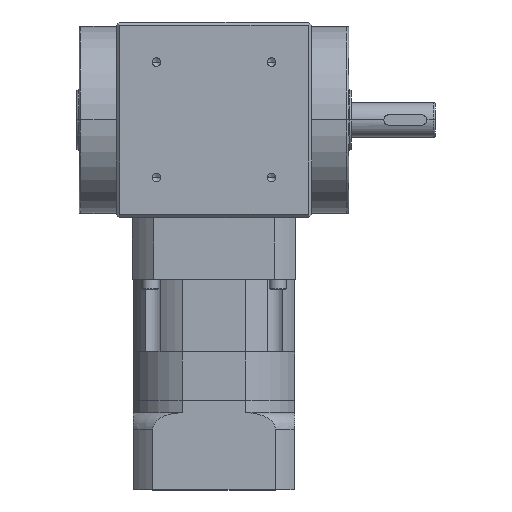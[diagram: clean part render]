
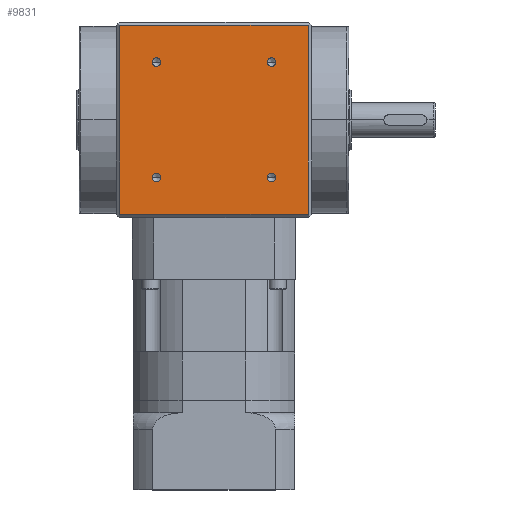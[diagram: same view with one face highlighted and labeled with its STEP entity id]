
A CAD part, top view. The second image highlights one B-rep face of the part: STEP entity #9831.
In plain terms, the highlighted planar face has unit normal (0, 0, 1).
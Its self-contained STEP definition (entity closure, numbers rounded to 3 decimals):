
#318 = CARTESIAN_POINT ( 'NONE',  ( 33.588, 226.688, 57. ) ) ;
#347 = CARTESIAN_POINT ( 'NONE',  ( 33.588, 157.012, 57. ) ) ;
#648 = FACE_BOUND ( 'NONE', #11418, .T. ) ;
#1179 = CARTESIAN_POINT ( 'NONE',  ( -54.844, 138.1, 57. ) ) ;
#1347 = CARTESIAN_POINT ( 'NONE',  ( -60., 250.1, 57. ) ) ;
#1422 = EDGE_CURVE ( 'NONE', #14262, #9906, #4366, .T. ) ;
#1621 = FACE_BOUND ( 'NONE', #19882, .T. ) ;
#1902 = DIRECTION ( 'NONE',  ( 0., -1., 0. ) ) ;
#1924 = EDGE_CURVE ( 'NONE', #5215, #11089, #14047, .T. ) ;
#1942 = EDGE_CURVE ( 'NONE', #5943, #11138, #17776, .T. ) ;
#2298 = CIRCLE ( 'NONE', #6282, 2.5 ) ;
#2445 = LINE ( 'NONE', #19397, #7197 ) ;
#2453 = VERTEX_POINT ( 'NONE', #14661 ) ;
#2685 = VERTEX_POINT ( 'NONE', #6804 ) ;
#2786 = EDGE_LOOP ( 'NONE', ( #13130, #16463 ) ) ;
#2960 = DIRECTION ( 'NONE',  ( 0., 1., 0. ) ) ;
#3007 = EDGE_CURVE ( 'NONE', #2453, #11253, #3986, .T. ) ;
#3111 = CARTESIAN_POINT ( 'NONE',  ( 33.588, 229.188, 57. ) ) ;
#3207 = EDGE_CURVE ( 'NONE', #11089, #5215, #17650, .T. ) ;
#3513 = CARTESIAN_POINT ( 'NONE',  ( -33.588, 226.688, 57. ) ) ;
#3677 = EDGE_CURVE ( 'NONE', #18629, #5679, #2445, .T. ) ;
#3847 = DIRECTION ( 'NONE',  ( 0., 1., 0. ) ) ;
#3984 = CARTESIAN_POINT ( 'NONE',  ( -33.588, 157.012, 57. ) ) ;
#3986 = CIRCLE ( 'NONE', #10111, 2.5 ) ;
#4366 = CIRCLE ( 'NONE', #4716, 2.5 ) ;
#4472 = CARTESIAN_POINT ( 'NONE',  ( 33.588, 159.512, 57. ) ) ;
#4581 = CARTESIAN_POINT ( 'NONE',  ( -60., 138.1, 57. ) ) ;
#4716 = AXIS2_PLACEMENT_3D ( 'NONE', #3513, #14666, #5112 ) ;
#5112 = DIRECTION ( 'NONE',  ( 0., -1., 0. ) ) ;
#5215 = VERTEX_POINT ( 'NONE', #3984 ) ;
#5253 = EDGE_CURVE ( 'NONE', #5679, #5943, #16412, .T. ) ;
#5345 = EDGE_CURVE ( 'NONE', #9906, #14262, #11142, .T. ) ;
#5445 = EDGE_LOOP ( 'NONE', ( #14608, #9032 ) ) ;
#5679 = VERTEX_POINT ( 'NONE', #13482 ) ;
#5943 = VERTEX_POINT ( 'NONE', #12701 ) ;
#5962 = DIRECTION ( 'NONE',  ( 0., 0., 1. ) ) ;
#6065 = DIRECTION ( 'NONE',  ( 0., -1., 0. ) ) ;
#6282 = AXIS2_PLACEMENT_3D ( 'NONE', #318, #11438, #1902 ) ;
#6318 = DIRECTION ( 'NONE',  ( 0., 0., 1. ) ) ;
#6782 = LINE ( 'NONE', #13382, #11997 ) ;
#6804 = CARTESIAN_POINT ( 'NONE',  ( 33.588, 162.012, 57. ) ) ;
#6873 = DIRECTION ( 'NONE',  ( 0., 0., 1. ) ) ;
#7197 = VECTOR ( 'NONE', #11468, 1000. ) ;
#7461 = CARTESIAN_POINT ( 'NONE',  ( -33.588, 162.012, 57. ) ) ;
#7552 = AXIS2_PLACEMENT_3D ( 'NONE', #1347, #12484, #2960 ) ;
#8009 = DIRECTION ( 'NONE',  ( 0., 0., 1. ) ) ;
#8458 = VECTOR ( 'NONE', #19959, 1000. ) ;
#8527 = AXIS2_PLACEMENT_3D ( 'NONE', #17513, #8009, #19122 ) ;
#8628 = FACE_OUTER_BOUND ( 'NONE', #8651, .T. ) ;
#8651 = EDGE_LOOP ( 'NONE', ( #16268, #11975, #8884, #9597 ) ) ;
#8884 = ORIENTED_EDGE ( 'NONE', *, *, #20215, .F. ) ;
#9032 = ORIENTED_EDGE ( 'NONE', *, *, #5345, .F. ) ;
#9245 = AXIS2_PLACEMENT_3D ( 'NONE', #18910, #9384, #20500 ) ;
#9384 = DIRECTION ( 'NONE',  ( 0., 0., 1. ) ) ;
#9597 = ORIENTED_EDGE ( 'NONE', *, *, #1942, .F. ) ;
#9707 = AXIS2_PLACEMENT_3D ( 'NONE', #16409, #6873, #17984 ) ;
#9831 = ADVANCED_FACE ( 'NONE', ( #16575, #648, #1621, #12326, #8628 ), #15612, .F. ) ;
#9906 = VERTEX_POINT ( 'NONE', #15749 ) ;
#10111 = AXIS2_PLACEMENT_3D ( 'NONE', #15841, #6318, #17436 ) ;
#11089 = VERTEX_POINT ( 'NONE', #7461 ) ;
#11138 = VERTEX_POINT ( 'NONE', #1179 ) ;
#11142 = CIRCLE ( 'NONE', #8527, 2.5 ) ;
#11253 = VERTEX_POINT ( 'NONE', #3111 ) ;
#11418 = EDGE_LOOP ( 'NONE', ( #18712, #15073 ) ) ;
#11438 = DIRECTION ( 'NONE',  ( 0., 0., 1. ) ) ;
#11468 = DIRECTION ( 'NONE',  ( 1., 0., 0. ) ) ;
#11924 = AXIS2_PLACEMENT_3D ( 'NONE', #15491, #5962, #17103 ) ;
#11975 = ORIENTED_EDGE ( 'NONE', *, *, #3677, .F. ) ;
#11997 = VECTOR ( 'NONE', #3847, 1000. ) ;
#12048 = CARTESIAN_POINT ( 'NONE',  ( 54.844, 0., 57. ) ) ;
#12168 = EDGE_CURVE ( 'NONE', #2685, #19579, #12247, .T. ) ;
#12247 = CIRCLE ( 'NONE', #11924, 2.5 ) ;
#12326 = FACE_BOUND ( 'NONE', #2786, .T. ) ;
#12484 = DIRECTION ( 'NONE',  ( 0., 0., -1. ) ) ;
#12701 = CARTESIAN_POINT ( 'NONE',  ( 54.844, 138.1, 57. ) ) ;
#13091 = AXIS2_PLACEMENT_3D ( 'NONE', #4472, #15602, #6065 ) ;
#13130 = ORIENTED_EDGE ( 'NONE', *, *, #1924, .F. ) ;
#13382 = CARTESIAN_POINT ( 'NONE',  ( -54.844, 0., 57. ) ) ;
#13482 = CARTESIAN_POINT ( 'NONE',  ( 54.844, 248.1, 57. ) ) ;
#13554 = VECTOR ( 'NONE', #17317, 1000. ) ;
#14047 = CIRCLE ( 'NONE', #9245, 2.5 ) ;
#14262 = VERTEX_POINT ( 'NONE', #20312 ) ;
#14608 = ORIENTED_EDGE ( 'NONE', *, *, #1422, .F. ) ;
#14661 = CARTESIAN_POINT ( 'NONE',  ( 33.588, 224.188, 57. ) ) ;
#14666 = DIRECTION ( 'NONE',  ( 0., 0., 1. ) ) ;
#15073 = ORIENTED_EDGE ( 'NONE', *, *, #20103, .F. ) ;
#15491 = CARTESIAN_POINT ( 'NONE',  ( 33.588, 159.512, 57. ) ) ;
#15602 = DIRECTION ( 'NONE',  ( 0., 0., 1. ) ) ;
#15612 = PLANE ( 'NONE',  #7552 ) ;
#15749 = CARTESIAN_POINT ( 'NONE',  ( -33.588, 229.188, 57. ) ) ;
#15841 = CARTESIAN_POINT ( 'NONE',  ( 33.588, 226.688, 57. ) ) ;
#16162 = CARTESIAN_POINT ( 'NONE',  ( -54.844, 248.1, 57. ) ) ;
#16268 = ORIENTED_EDGE ( 'NONE', *, *, #5253, .F. ) ;
#16409 = CARTESIAN_POINT ( 'NONE',  ( -33.588, 159.512, 57. ) ) ;
#16412 = LINE ( 'NONE', #12048, #8458 ) ;
#16463 = ORIENTED_EDGE ( 'NONE', *, *, #3207, .F. ) ;
#16575 = FACE_BOUND ( 'NONE', #5445, .T. ) ;
#17103 = DIRECTION ( 'NONE',  ( 0., -1., 0. ) ) ;
#17317 = DIRECTION ( 'NONE',  ( -1., 0., 0. ) ) ;
#17436 = DIRECTION ( 'NONE',  ( 0., -1., 0. ) ) ;
#17513 = CARTESIAN_POINT ( 'NONE',  ( -33.588, 226.688, 57. ) ) ;
#17650 = CIRCLE ( 'NONE', #9707, 2.5 ) ;
#17776 = LINE ( 'NONE', #4581, #13554 ) ;
#17984 = DIRECTION ( 'NONE',  ( 0., -1., 0. ) ) ;
#18472 = CIRCLE ( 'NONE', #13091, 2.5 ) ;
#18514 = ORIENTED_EDGE ( 'NONE', *, *, #12168, .F. ) ;
#18629 = VERTEX_POINT ( 'NONE', #16162 ) ;
#18712 = ORIENTED_EDGE ( 'NONE', *, *, #3007, .F. ) ;
#18910 = CARTESIAN_POINT ( 'NONE',  ( -33.588, 159.512, 57. ) ) ;
#19122 = DIRECTION ( 'NONE',  ( 0., -1., 0. ) ) ;
#19397 = CARTESIAN_POINT ( 'NONE',  ( -60., 248.1, 57. ) ) ;
#19579 = VERTEX_POINT ( 'NONE', #347 ) ;
#19882 = EDGE_LOOP ( 'NONE', ( #20356, #18514 ) ) ;
#19914 = EDGE_CURVE ( 'NONE', #19579, #2685, #18472, .T. ) ;
#19959 = DIRECTION ( 'NONE',  ( 0., -1., 0. ) ) ;
#20103 = EDGE_CURVE ( 'NONE', #11253, #2453, #2298, .T. ) ;
#20215 = EDGE_CURVE ( 'NONE', #11138, #18629, #6782, .T. ) ;
#20312 = CARTESIAN_POINT ( 'NONE',  ( -33.588, 224.188, 57. ) ) ;
#20356 = ORIENTED_EDGE ( 'NONE', *, *, #19914, .F. ) ;
#20500 = DIRECTION ( 'NONE',  ( 0., -1., 0. ) ) ;
